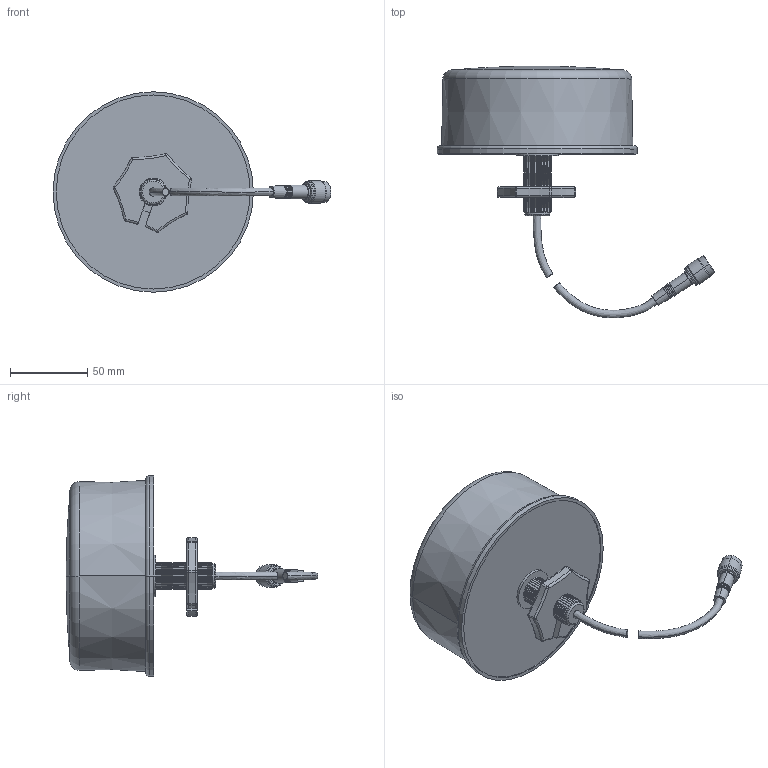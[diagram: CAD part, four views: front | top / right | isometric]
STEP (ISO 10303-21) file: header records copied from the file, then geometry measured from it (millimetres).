
FILE_DESCRIPTION (( 'STEP AP214' ), '1' );
FILE_NAME ('HG2458CU-1-TM.STEP', '2019-06-14T16:03:59', ( '' ), ( '' ), 'SwSTEP 2.0', 'SolidWorks 2018', '' );
FILE_SCHEMA (( 'AUTOMOTIVE_DESIGN' ));
Length unit declared in the file: inch
Products named in the file (9): HG2458CU-1-TM; HG2458CU-1_Nut; 12 Inch-195; ATM-1700; HG2458CU-1_Antenna; HG2458CU-1_Boot; ATM-1700-MA2; ATM-1700-MA1
Assembly tree (8 placements, depth 3):
  HG2458CU-1-TM
    HG2458CU-1_Antenna
    HG2458CU-1_Nut
    12 Inch-195
    HG2458CU-1_Boot
    ATM-1700
      ATM-1700
      ATM-1700-MA1
      ATM-1700-MA2
Bounding box: 180.3 x 163.31 x 130 mm (x, y, z)
Volume: 683534.7 mm3; surface area: 61117.2 mm2
Topology: 8 solids, 8 shells, 482 faces, 1042 edges, 583 vertices
Faces by surface type: cone 282, cylinder 90, plane 66, torus 24, sphere 16, bspline 4
Entity records: 14230 total; most frequent: CARTESIAN_POINT 2983, DIRECTION 2482, ORIENTED_EDGE 2048, AXIS2_PLACEMENT_3D 1038, EDGE_CURVE 1024, VERTEX_POINT 583, CIRCLE 548, EDGE_LOOP 515
